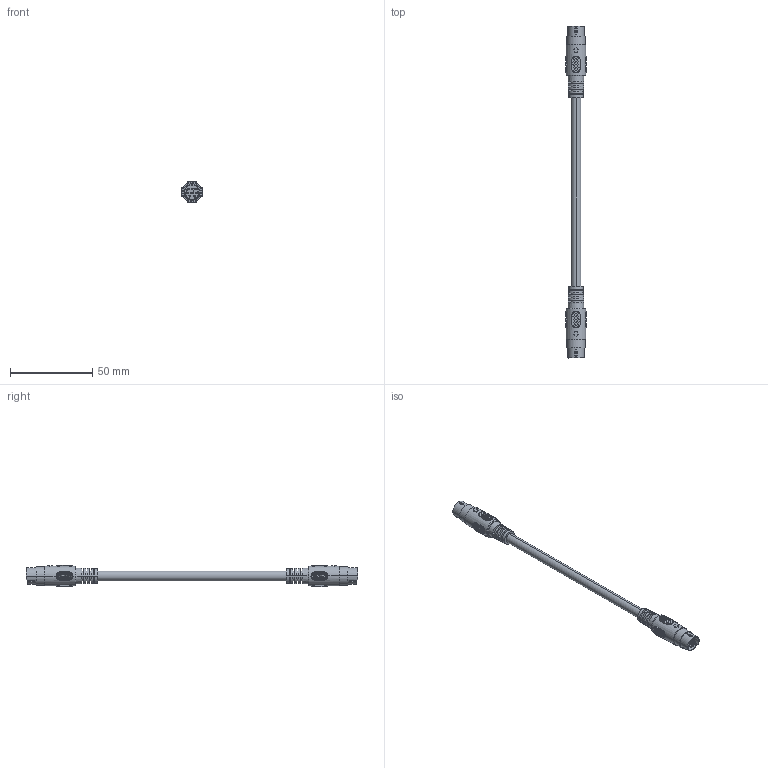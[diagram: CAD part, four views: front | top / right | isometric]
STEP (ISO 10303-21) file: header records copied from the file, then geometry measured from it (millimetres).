
FILE_DESCRIPTION (( 'STEP AP203' ), '1' );
FILE_NAME ('DK238MM.STEP', '2006-06-23T18:44:11', ( 'lcom' ), ( 'lcom' ), 'SwSTEP 2.0', 'SolidWorks 2006004', '' );
FILE_SCHEMA (( 'CONFIG_CONTROL_DESIGN' ));
Length unit declared in the file: inch
Products named in the file (5): MTN-018; 3AB07-005-MA1; 3AB07-005; DK238MM; 3AC03-029
Assembly tree (5 placements, depth 3):
  DK238MM
    3AB07-005  x2
      3AB07-005-MA1
      MTN-018
    3AC03-029
Bounding box: 12.7 x 201.68 x 12.82 mm (x, y, z)
Volume: 10257.8 mm3; surface area: 7184.7 mm2
Topology: 5 solids, 5 shells, 1191 faces, 3039 edges, 2002 vertices
Faces by surface type: plane 908, bspline 120, cylinder 115, torus 44, cone 4
Entity records: 25520 total; most frequent: CARTESIAN_POINT 10835, ORIENTED_EDGE 3066, DIRECTION 2618, EDGE_CURVE 1533, VECTOR 1110, LINE 1110, VERTEX_POINT 1010, AXIS2_PLACEMENT_3D 754
